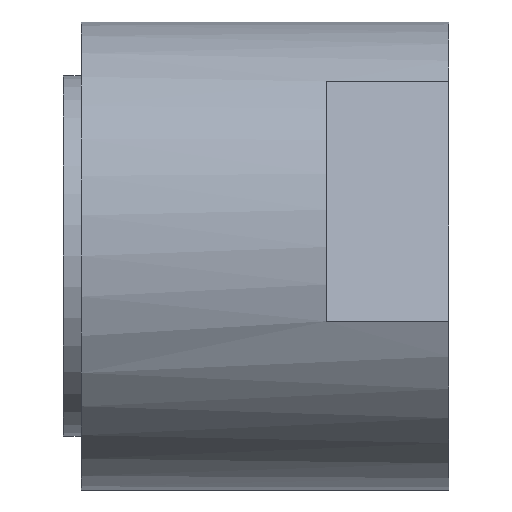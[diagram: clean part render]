
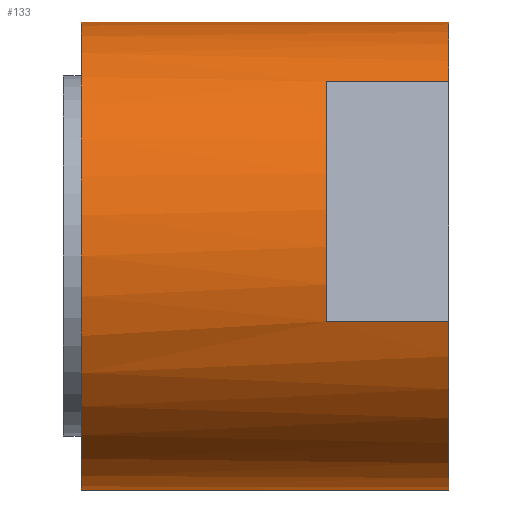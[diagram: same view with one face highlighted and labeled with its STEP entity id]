
A CAD part, front view. The second image highlights one B-rep face of the part: STEP entity #133.
In plain terms, the highlighted cylindrical face has radius 6.5 mm (diameter 13 mm), a partial arc.
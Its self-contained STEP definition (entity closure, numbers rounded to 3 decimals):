
#3 = ORIENTED_EDGE ( 'NONE', *, *, #88, .F. ) ;
#15 = VERTEX_POINT ( 'NONE', #379 ) ;
#16 = AXIS2_PLACEMENT_3D ( 'NONE', #41, #272, #177 ) ;
#25 = DIRECTION ( 'NONE',  ( 1., 0., 0. ) ) ;
#30 = VECTOR ( 'NONE', #25, 1000. ) ;
#32 = EDGE_CURVE ( 'NONE', #161, #409, #316, .T. ) ;
#41 = CARTESIAN_POINT ( 'NONE',  ( 3.4, 0., 0. ) ) ;
#52 = ORIENTED_EDGE ( 'NONE', *, *, #236, .F. ) ;
#60 = EDGE_CURVE ( 'NONE', #354, #369, #200, .T. ) ;
#63 = DIRECTION ( 'NONE',  ( 0., 0., 1. ) ) ;
#64 = FACE_OUTER_BOUND ( 'NONE', #223, .T. ) ;
#65 = AXIS2_PLACEMENT_3D ( 'NONE', #424, #426, #261 ) ;
#66 = EDGE_CURVE ( 'NONE', #315, #369, #98, .T. ) ;
#70 = CARTESIAN_POINT ( 'NONE',  ( -7.3, -4.332, 4.846 ) ) ;
#83 = CARTESIAN_POINT ( 'NONE',  ( 0., 0., 0. ) ) ;
#88 = EDGE_CURVE ( 'NONE', #161, #315, #394, .T. ) ;
#89 = CARTESIAN_POINT ( 'NONE',  ( 3.4, 0., -6.5 ) ) ;
#98 = CIRCLE ( 'NONE', #103, 6.5 ) ;
#103 = AXIS2_PLACEMENT_3D ( 'NONE', #199, #329, #356 ) ;
#112 = CARTESIAN_POINT ( 'NONE',  ( 0., -6.242, -1.814 ) ) ;
#119 = ORIENTED_EDGE ( 'NONE', *, *, #242, .F. ) ;
#122 = ORIENTED_EDGE ( 'NONE', *, *, #148, .F. ) ;
#127 = CIRCLE ( 'NONE', #16, 6.5 ) ;
#131 = CARTESIAN_POINT ( 'NONE',  ( -7.3, 0., -6.5 ) ) ;
#133 = ADVANCED_FACE ( 'NONE', ( #64 ), #198, .T. ) ;
#141 = CARTESIAN_POINT ( 'NONE',  ( -7.3, 0., 6.5 ) ) ;
#144 = DIRECTION ( 'NONE',  ( 1., 0., 0. ) ) ;
#148 = EDGE_CURVE ( 'NONE', #354, #15, #427, .T. ) ;
#150 = DIRECTION ( 'NONE',  ( -1., 0., 0. ) ) ;
#154 = VECTOR ( 'NONE', #204, 1000. ) ;
#157 = VERTEX_POINT ( 'NONE', #305 ) ;
#161 = VERTEX_POINT ( 'NONE', #112 ) ;
#163 = EDGE_CURVE ( 'NONE', #410, #157, #127, .T. ) ;
#177 = DIRECTION ( 'NONE',  ( 0., 0., -1. ) ) ;
#195 = CARTESIAN_POINT ( 'NONE',  ( -7.3, -6.242, -1.814 ) ) ;
#198 = CYLINDRICAL_SURFACE ( 'NONE', #65, 6.5 ) ;
#199 = CARTESIAN_POINT ( 'NONE',  ( 3.4, 0., 0. ) ) ;
#200 = LINE ( 'NONE', #131, #342 ) ;
#204 = DIRECTION ( 'NONE',  ( -1., 0., 0. ) ) ;
#216 = DIRECTION ( 'NONE',  ( 0., 0., 1. ) ) ;
#219 = CARTESIAN_POINT ( 'NONE',  ( -6.8, 0., -6.5 ) ) ;
#223 = EDGE_LOOP ( 'NONE', ( #52, #122, #367, #347, #3, #273, #119, #246 ) ) ;
#236 = EDGE_CURVE ( 'NONE', #15, #410, #307, .T. ) ;
#242 = EDGE_CURVE ( 'NONE', #157, #409, #274, .T. ) ;
#244 = AXIS2_PLACEMENT_3D ( 'NONE', #429, #265, #63 ) ;
#246 = ORIENTED_EDGE ( 'NONE', *, *, #163, .F. ) ;
#261 = DIRECTION ( 'NONE',  ( 0., 0., -1. ) ) ;
#265 = DIRECTION ( 'NONE',  ( -1., 0., 0. ) ) ;
#272 = DIRECTION ( 'NONE',  ( 1., 0., 0. ) ) ;
#273 = ORIENTED_EDGE ( 'NONE', *, *, #32, .T. ) ;
#274 = LINE ( 'NONE', #70, #154 ) ;
#305 = CARTESIAN_POINT ( 'NONE',  ( 3.4, -4.332, 4.846 ) ) ;
#307 = LINE ( 'NONE', #141, #397 ) ;
#315 = VERTEX_POINT ( 'NONE', #348 ) ;
#316 = CIRCLE ( 'NONE', #322, 6.5 ) ;
#322 = AXIS2_PLACEMENT_3D ( 'NONE', #83, #150, #216 ) ;
#329 = DIRECTION ( 'NONE',  ( 1., 0., 0. ) ) ;
#342 = VECTOR ( 'NONE', #391, 1000. ) ;
#344 = CARTESIAN_POINT ( 'NONE',  ( 3.4, 0., 6.5 ) ) ;
#347 = ORIENTED_EDGE ( 'NONE', *, *, #66, .F. ) ;
#348 = CARTESIAN_POINT ( 'NONE',  ( 3.4, -6.242, -1.814 ) ) ;
#354 = VERTEX_POINT ( 'NONE', #219 ) ;
#356 = DIRECTION ( 'NONE',  ( 0., 0., -1. ) ) ;
#367 = ORIENTED_EDGE ( 'NONE', *, *, #60, .T. ) ;
#369 = VERTEX_POINT ( 'NONE', #89 ) ;
#379 = CARTESIAN_POINT ( 'NONE',  ( -6.8, 0., 6.5 ) ) ;
#387 = CARTESIAN_POINT ( 'NONE',  ( 0., -4.332, 4.846 ) ) ;
#391 = DIRECTION ( 'NONE',  ( 1., 0., 0. ) ) ;
#394 = LINE ( 'NONE', #195, #30 ) ;
#397 = VECTOR ( 'NONE', #144, 1000. ) ;
#409 = VERTEX_POINT ( 'NONE', #387 ) ;
#410 = VERTEX_POINT ( 'NONE', #344 ) ;
#424 = CARTESIAN_POINT ( 'NONE',  ( -7.3, 0., 0. ) ) ;
#426 = DIRECTION ( 'NONE',  ( 1., 0., 0. ) ) ;
#427 = CIRCLE ( 'NONE', #244, 6.5 ) ;
#429 = CARTESIAN_POINT ( 'NONE',  ( -6.8, 0., 0. ) ) ;
